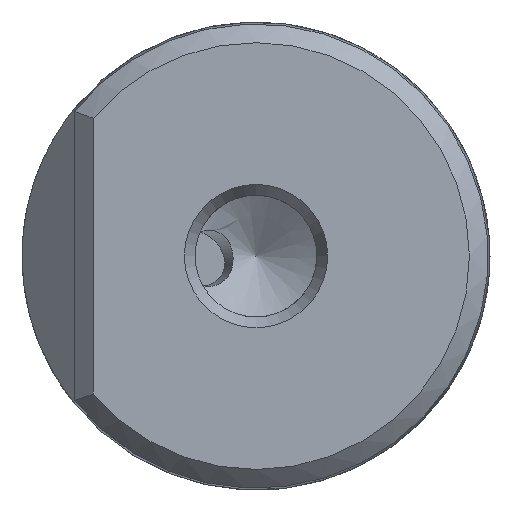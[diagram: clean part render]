
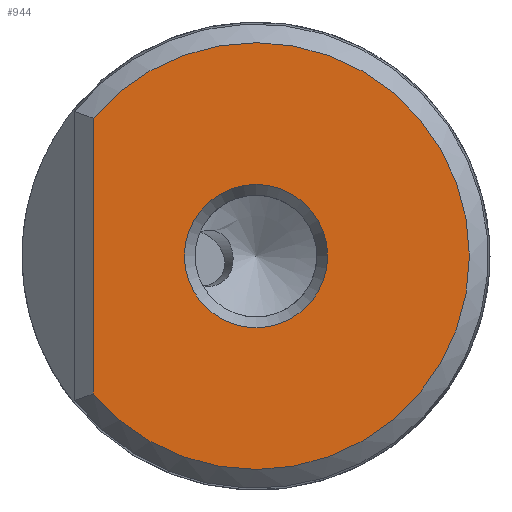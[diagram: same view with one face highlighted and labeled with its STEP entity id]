
A CAD part, left-side view. The second image highlights one B-rep face of the part: STEP entity #944.
In plain terms, the highlighted planar face has unit normal (-1, 0, 0).
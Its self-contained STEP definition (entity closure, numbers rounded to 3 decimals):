
#43 = VERTEX_POINT ( 'NONE', #651 ) ;
#81 = DIRECTION ( 'NONE',  ( 0., 0., -1. ) ) ;
#98 = CARTESIAN_POINT ( 'NONE',  ( -106.9, 8.7, 10. ) ) ;
#108 = VERTEX_POINT ( 'NONE', #219 ) ;
#212 = AXIS2_PLACEMENT_3D ( 'NONE', #847, #808, #806 ) ;
#219 = CARTESIAN_POINT ( 'NONE',  ( -106.9, 3.827, 0. ) ) ;
#232 = FACE_OUTER_BOUND ( 'NONE', #1054, .T. ) ;
#270 = DIRECTION ( 'NONE',  ( 0., 1., 0. ) ) ;
#274 = DIRECTION ( 'NONE',  ( 1., 0., 0. ) ) ;
#276 = CIRCLE ( 'NONE', #690, 11.4 ) ;
#279 = CARTESIAN_POINT ( 'NONE',  ( -106.9, 0., 0. ) ) ;
#381 = DIRECTION ( 'NONE',  ( 0., 1., 0. ) ) ;
#387 = DIRECTION ( 'NONE',  ( 1., 0., 0. ) ) ;
#390 = CARTESIAN_POINT ( 'NONE',  ( -106.9, 0., 0. ) ) ;
#402 = LINE ( 'NONE', #98, #457 ) ;
#446 = CARTESIAN_POINT ( 'NONE',  ( -106.9, 8.7, -7.367 ) ) ;
#457 = VECTOR ( 'NONE', #81, 1000. ) ;
#566 = FACE_BOUND ( 'NONE', #893, .T. ) ;
#613 = ORIENTED_EDGE ( 'NONE', *, *, #657, .T. ) ;
#651 = CARTESIAN_POINT ( 'NONE',  ( -106.9, 8.7, 7.367 ) ) ;
#657 = EDGE_CURVE ( 'NONE', #108, #108, #980, .T. ) ;
#687 = ORIENTED_EDGE ( 'NONE', *, *, #792, .T. ) ;
#690 = AXIS2_PLACEMENT_3D ( 'NONE', #279, #274, #270 ) ;
#792 = EDGE_CURVE ( 'NONE', #43, #1008, #402, .T. ) ;
#803 = AXIS2_PLACEMENT_3D ( 'NONE', #390, #387, #381 ) ;
#806 = DIRECTION ( 'NONE',  ( 0., -1., 0. ) ) ;
#808 = DIRECTION ( 'NONE',  ( -1., 0., 0. ) ) ;
#810 = PLANE ( 'NONE',  #212 ) ;
#847 = CARTESIAN_POINT ( 'NONE',  ( -106.9, 11.4, 0. ) ) ;
#893 = EDGE_LOOP ( 'NONE', ( #613 ) ) ;
#944 = ADVANCED_FACE ( 'NONE', ( #566, #232 ), #810, .T. ) ;
#980 = CIRCLE ( 'NONE', #803, 3.827 ) ;
#1008 = VERTEX_POINT ( 'NONE', #446 ) ;
#1011 = ORIENTED_EDGE ( 'NONE', *, *, #1105, .F. ) ;
#1054 = EDGE_LOOP ( 'NONE', ( #1011, #687 ) ) ;
#1105 = EDGE_CURVE ( 'NONE', #43, #1008, #276, .T. ) ;
